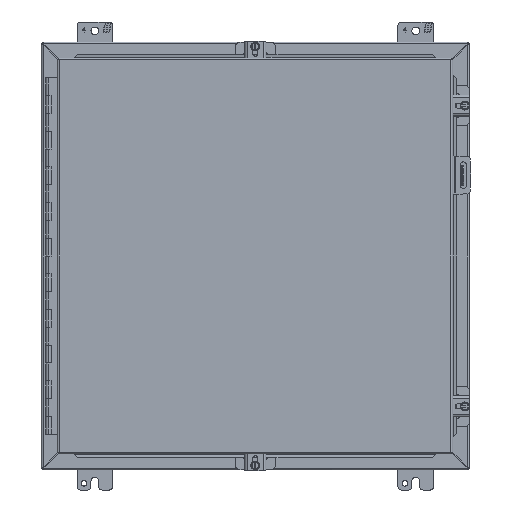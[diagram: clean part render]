
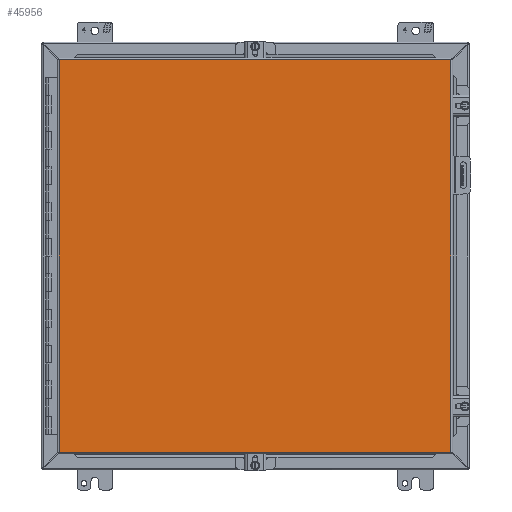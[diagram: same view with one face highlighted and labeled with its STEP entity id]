
A CAD part, front view. The second image highlights one B-rep face of the part: STEP entity #45956.
In plain terms, the highlighted planar face has unit normal (0, -1, 0).
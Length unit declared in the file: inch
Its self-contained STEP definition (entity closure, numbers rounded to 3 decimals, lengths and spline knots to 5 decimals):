
#2100 = CARTESIAN_POINT ( 'NONE',  ( 10.965, -7.21, 10.9945 ) ) ;
#3084 = LINE ( 'NONE', #2100, #9112 ) ;
#4429 = ORIENTED_EDGE ( 'NONE', *, *, #21020, .F. ) ;
#4996 = CARTESIAN_POINT ( 'NONE',  ( -11.007, -7.21, 10.9945 ) ) ;
#7200 = DIRECTION ( 'NONE',  ( 0., -1., 0. ) ) ;
#9112 = VECTOR ( 'NONE', #49392, 39.37008 ) ;
#9738 = VERTEX_POINT ( 'NONE', #13212 ) ;
#11689 = CARTESIAN_POINT ( 'NONE',  ( -11.007, -7.21, 10.9945 ) ) ;
#13212 = CARTESIAN_POINT ( 'NONE',  ( 10.965, -7.21, 10.9945 ) ) ;
#15070 = FACE_OUTER_BOUND ( 'NONE', #38386, .T. ) ;
#15389 = LINE ( 'NONE', #23525, #27797 ) ;
#21020 = EDGE_CURVE ( 'NONE', #38575, #9738, #34110, .T. ) ;
#23017 = ORIENTED_EDGE ( 'NONE', *, *, #40803, .F. ) ;
#23525 = CARTESIAN_POINT ( 'NONE',  ( 10.965, -7.21, -10.9945 ) ) ;
#24832 = EDGE_CURVE ( 'NONE', #37035, #35001, #15389, .T. ) ;
#25363 = CARTESIAN_POINT ( 'NONE',  ( 10.965, -7.21, -10.9945 ) ) ;
#26222 = DIRECTION ( 'NONE',  ( 1., 0., 0. ) ) ;
#26652 = CARTESIAN_POINT ( 'NONE',  ( -11.007, -7.21, -10.9945 ) ) ;
#27797 = VECTOR ( 'NONE', #38811, 39.37008 ) ;
#31335 = CARTESIAN_POINT ( 'NONE',  ( -11.007, -7.21, -10.9945 ) ) ;
#34110 = LINE ( 'NONE', #11689, #47721 ) ;
#34502 = EDGE_CURVE ( 'NONE', #9738, #37035, #3084, .T. ) ;
#35001 = VERTEX_POINT ( 'NONE', #26652 ) ;
#35155 = DIRECTION ( 'NONE',  ( 0., 0., -1. ) ) ;
#36649 = ORIENTED_EDGE ( 'NONE', *, *, #24832, .F. ) ;
#37035 = VERTEX_POINT ( 'NONE', #25363 ) ;
#37956 = DIRECTION ( 'NONE',  ( 0., 0., 1. ) ) ;
#38386 = EDGE_LOOP ( 'NONE', ( #38716, #4429, #23017, #36649 ) ) ;
#38575 = VERTEX_POINT ( 'NONE', #4996 ) ;
#38716 = ORIENTED_EDGE ( 'NONE', *, *, #34502, .F. ) ;
#38811 = DIRECTION ( 'NONE',  ( -1., 0., 0. ) ) ;
#40803 = EDGE_CURVE ( 'NONE', #35001, #38575, #42775, .T. ) ;
#42775 = LINE ( 'NONE', #31335, #47968 ) ;
#42793 = PLANE ( 'NONE',  #44519 ) ;
#44519 = AXIS2_PLACEMENT_3D ( 'NONE', #46103, #7200, #35155 ) ;
#45956 = ADVANCED_FACE ( 'NONE', ( #15070 ), #42793, .T. ) ;
#46103 = CARTESIAN_POINT ( 'NONE',  ( -11.007, -7.21, -10.9945 ) ) ;
#47721 = VECTOR ( 'NONE', #26222, 39.37008 ) ;
#47968 = VECTOR ( 'NONE', #37956, 39.37008 ) ;
#49392 = DIRECTION ( 'NONE',  ( 0., 0., -1. ) ) ;
